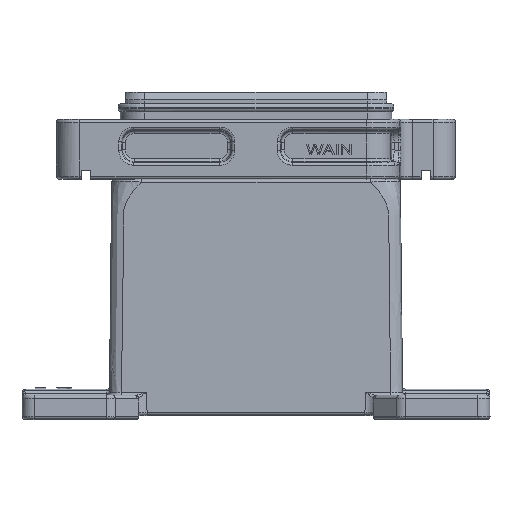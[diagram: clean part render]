
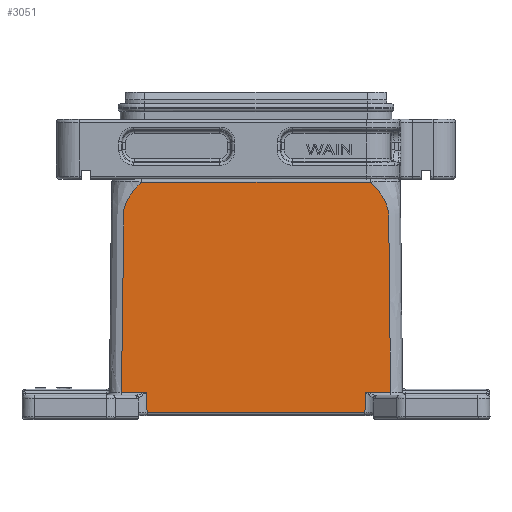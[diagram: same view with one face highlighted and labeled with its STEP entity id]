
A CAD part, top view. The second image highlights one B-rep face of the part: STEP entity #3051.
In plain terms, the highlighted planar face has unit normal (0, 0.011, 1).
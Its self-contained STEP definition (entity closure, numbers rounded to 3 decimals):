
#982=B_SPLINE_CURVE_WITH_KNOTS('',3,(#31294,#31295,#31296,#31297),
 .UNSPECIFIED.,.F.,.F.,(4,4),(0.,1.),.UNSPECIFIED.);
#983=B_SPLINE_CURVE_WITH_KNOTS('',3,(#31298,#31299,#31300,#31301,#31302,
#31303,#31304,#31305,#31306,#31307,#31308,#31309,#31310,#31311,#31312,#31313,
#31314,#31315,#31316,#31317,#31318,#31319,#31320,#31321),.UNSPECIFIED.,
 .F.,.F.,(4,2,2,2,2,2,2,2,2,2,2,4),(0.,0.063,0.094,0.125,0.156,0.172,
0.188,0.203,0.219,0.25,0.5,1.),.UNSPECIFIED.);
#984=B_SPLINE_CURVE_WITH_KNOTS('',3,(#31325,#31326,#31327,#31328,#31329,
#31330,#31331,#31332,#31333,#31334,#31335,#31336,#31337,#31338,#31339,#31340,
#31341,#31342,#31343,#31344,#31345,#31346,#31347,#31348,#31349,#31350,#31351,
#31352,#31353,#31354,#31355,#31356,#31357,#31358,#31359,#31360,#31361,#31362,
#31363,#31364,#31365,#31366,#31367,#31368,#31369,#31370,#31371,#31372,#31373,
#31374),.UNSPECIFIED.,.F.,.F.,(4,2,1,1,1,1,1,1,2,2,2,2,2,1,2,2,2,2,2,2,
1,2,2,2,2,2,2,2,4),(0.,0.5,0.625,0.688,
0.719,0.734,0.742,0.746,
0.748,0.75,0.781,0.797,
0.805,0.809,0.811,0.813,
0.828,0.844,0.859,0.867,
0.871,0.873,0.875,0.891,
0.898,0.902,0.906,0.938,
1.),.UNSPECIFIED.);
#3051=ADVANCED_FACE('NONE',(#4888),#4225,.T.);
#4225=PLANE('',#22185);
#4888=FACE_OUTER_BOUND('',#6144,.T.);
#6144=EDGE_LOOP('',(#8155,#8156,#8157,#8158,#8159,#8160,#8161,#8162));
#8155=ORIENTED_EDGE('',*,*,#16252,.T.);
#8156=ORIENTED_EDGE('',*,*,#16255,.F.);
#8157=ORIENTED_EDGE('',*,*,#16256,.T.);
#8158=ORIENTED_EDGE('',*,*,#16102,.T.);
#8159=ORIENTED_EDGE('',*,*,#16257,.F.);
#8160=ORIENTED_EDGE('',*,*,#16258,.F.);
#8161=ORIENTED_EDGE('',*,*,#16259,.F.);
#8162=ORIENTED_EDGE('',*,*,#16104,.T.);
#14004=VERTEX_POINT('',#30540);
#14007=VERTEX_POINT('',#30572);
#14008=VERTEX_POINT('',#30574);
#14009=VERTEX_POINT('',#30589);
#14087=VERTEX_POINT('',#31280);
#14089=VERTEX_POINT('',#31293);
#14090=VERTEX_POINT('',#31322);
#14091=VERTEX_POINT('',#31324);
#16102=EDGE_CURVE('NONE',#14008,#14007,#19098,.T.);
#16104=EDGE_CURVE('NONE',#14009,#14004,#19099,.T.);
#16252=EDGE_CURVE('NONE',#14004,#14087,#19162,.T.);
#16255=EDGE_CURVE('NONE',#14089,#14087,#19164,.T.);
#16256=EDGE_CURVE('NONE',#14089,#14008,#982,.T.);
#16257=EDGE_CURVE('NONE',#14090,#14007,#983,.T.);
#16258=EDGE_CURVE('NONE',#14091,#14090,#19165,.T.);
#16259=EDGE_CURVE('NONE',#14009,#14091,#984,.T.);
#19098=LINE('',#30573,#20593);
#19099=LINE('',#30588,#20594);
#19162=LINE('',#31281,#20657);
#19164=LINE('',#31292,#20659);
#19165=LINE('',#31323,#20660);
#20593=VECTOR('',#24199,1.);
#20594=VECTOR('',#24202,1.);
#20657=VECTOR('',#24389,1.);
#20659=VECTOR('',#24395,1.);
#20660=VECTOR('',#24396,1.);
#22185=AXIS2_PLACEMENT_3D('',#31375,#24397,#24398);
#24199=DIRECTION('',(1.,0.,0.));
#24202=DIRECTION('',(1.,0.,0.));
#24389=DIRECTION('',(0.014,-1.,0.01));
#24395=DIRECTION('',(-1.,0.,0.));
#24396=DIRECTION('',(1.,0.,0.));
#24397=DIRECTION('',(0.,0.01,1.));
#24398=DIRECTION('',(0.,-1.,0.01));
#30540=CARTESIAN_POINT('',(-36.409,8.99,29.744));
#30572=CARTESIAN_POINT('',(44.844,8.99,29.744));
#30573=CARTESIAN_POINT('',(-51.412,8.99,29.744));
#30574=CARTESIAN_POINT('',(36.409,8.99,29.744));
#30588=CARTESIAN_POINT('',(-51.412,8.99,29.744));
#30589=CARTESIAN_POINT('',(-44.844,8.99,29.744));
#31280=CARTESIAN_POINT('',(-36.314,2.31,29.814));
#31281=CARTESIAN_POINT('',(-36.409,8.99,29.744));
#31292=CARTESIAN_POINT('',(-39.425,2.31,29.814));
#31293=CARTESIAN_POINT('',(36.314,2.31,29.814));
#31294=CARTESIAN_POINT('',(36.314,2.31,29.814));
#31295=CARTESIAN_POINT('',(36.345,4.537,29.79));
#31296=CARTESIAN_POINT('',(36.377,6.763,29.767));
#31297=CARTESIAN_POINT('',(36.409,8.99,29.744));
#31298=CARTESIAN_POINT('',(38.086,79.01,29.01));
#31299=CARTESIAN_POINT('',(39.109,78.066,29.02));
#31300=CARTESIAN_POINT('',(40.086,77.05,29.031));
#31301=CARTESIAN_POINT('',(41.408,75.37,29.048));
#31302=CARTESIAN_POINT('',(41.824,74.784,29.055));
#31303=CARTESIAN_POINT('',(42.585,73.553,29.068));
#31304=CARTESIAN_POINT('',(42.931,72.907,29.074));
#31305=CARTESIAN_POINT('',(43.519,71.556,29.088));
#31306=CARTESIAN_POINT('',(43.761,70.851,29.096));
#31307=CARTESIAN_POINT('',(44.019,69.757,29.107));
#31308=CARTESIAN_POINT('',(44.087,69.387,29.111));
#31309=CARTESIAN_POINT('',(44.186,68.64,29.119));
#31310=CARTESIAN_POINT('',(44.214,68.263,29.123));
#31311=CARTESIAN_POINT('',(44.237,67.508,29.131));
#31312=CARTESIAN_POINT('',(44.235,67.131,29.135));
#31313=CARTESIAN_POINT('',(44.242,66.376,29.143));
#31314=CARTESIAN_POINT('',(44.247,65.998,29.147));
#31315=CARTESIAN_POINT('',(44.259,64.865,29.158));
#31316=CARTESIAN_POINT('',(44.267,64.11,29.166));
#31317=CARTESIAN_POINT('',(44.338,57.315,29.238));
#31318=CARTESIAN_POINT('',(44.401,51.274,29.301));
#31319=CARTESIAN_POINT('',(44.591,33.152,29.491));
#31320=CARTESIAN_POINT('',(44.717,21.071,29.617));
#31321=CARTESIAN_POINT('',(44.844,8.99,29.744));
#31322=CARTESIAN_POINT('',(38.086,79.01,29.01));
#31323=CARTESIAN_POINT('',(-45.153,79.01,29.01));
#31324=CARTESIAN_POINT('',(-38.086,79.01,29.01));
#31325=CARTESIAN_POINT('',(-44.844,8.99,29.744));
#31326=CARTESIAN_POINT('',(-44.718,20.981,29.618));
#31327=CARTESIAN_POINT('',(-44.592,32.972,29.492));
#31328=CARTESIAN_POINT('',(-44.436,47.961,29.336));
#31329=CARTESIAN_POINT('',(-44.389,52.458,29.288));
#31330=CARTESIAN_POINT('',(-44.334,57.704,29.233));
#31331=CARTESIAN_POINT('',(-44.306,60.328,29.206));
#31332=CARTESIAN_POINT('',(-44.293,61.639,29.192));
#31333=CARTESIAN_POINT('',(-44.286,62.295,29.185));
#31334=CARTESIAN_POINT('',(-44.282,62.623,29.182));
#31335=CARTESIAN_POINT('',(-44.281,62.763,29.181));
#31336=CARTESIAN_POINT('',(-44.28,62.857,29.18));
#31337=CARTESIAN_POINT('',(-44.28,62.864,29.179));
#31338=CARTESIAN_POINT('',(-44.264,64.338,29.164));
#31339=CARTESIAN_POINT('',(-44.253,65.406,29.153));
#31340=CARTESIAN_POINT('',(-44.242,66.53,29.141));
#31341=CARTESIAN_POINT('',(-44.239,66.825,29.138));
#31342=CARTESIAN_POINT('',(-44.236,67.148,29.135));
#31343=CARTESIAN_POINT('',(-44.235,67.236,29.134));
#31344=CARTESIAN_POINT('',(-44.234,67.338,29.133));
#31345=CARTESIAN_POINT('',(-44.233,67.381,29.132));
#31346=CARTESIAN_POINT('',(-44.233,67.413,29.132));
#31347=CARTESIAN_POINT('',(-44.233,67.432,29.132));
#31348=CARTESIAN_POINT('',(-44.233,67.398,29.132));
#31349=CARTESIAN_POINT('',(-44.229,67.842,29.127));
#31350=CARTESIAN_POINT('',(-44.208,68.228,29.123));
#31351=CARTESIAN_POINT('',(-44.142,68.975,29.115));
#31352=CARTESIAN_POINT('',(-44.085,69.386,29.111));
#31353=CARTESIAN_POINT('',(-43.97,69.981,29.104));
#31354=CARTESIAN_POINT('',(-43.892,70.312,29.101));
#31355=CARTESIAN_POINT('',(-43.737,70.853,29.094));
#31356=CARTESIAN_POINT('',(-43.678,71.04,29.092));
#31357=CARTESIAN_POINT('',(-43.579,71.332,29.089));
#31358=CARTESIAN_POINT('',(-43.527,71.48,29.087));
#31359=CARTESIAN_POINT('',(-43.47,71.632,29.085));
#31360=CARTESIAN_POINT('',(-43.431,71.733,29.084));
#31361=CARTESIAN_POINT('',(-43.398,71.817,29.083));
#31362=CARTESIAN_POINT('',(-43.329,71.991,29.081));
#31363=CARTESIAN_POINT('',(-43.225,72.243,29.078));
#31364=CARTESIAN_POINT('',(-42.986,72.754,29.072));
#31365=CARTESIAN_POINT('',(-42.892,72.946,29.07));
#31366=CARTESIAN_POINT('',(-42.727,73.264,29.067));
#31367=CARTESIAN_POINT('',(-42.667,73.375,29.066));
#31368=CARTESIAN_POINT('',(-42.539,73.606,29.063));
#31369=CARTESIAN_POINT('',(-42.445,73.769,29.061));
#31370=CARTESIAN_POINT('',(-42.005,74.512,29.053));
#31371=CARTESIAN_POINT('',(-41.576,75.138,29.046));
#31372=CARTESIAN_POINT('',(-40.256,76.86,29.028));
#31373=CARTESIAN_POINT('',(-39.229,77.96,29.017));
#31374=CARTESIAN_POINT('',(-38.086,79.01,29.01));
#31375=CARTESIAN_POINT('',(-51.412,80.,29.));
